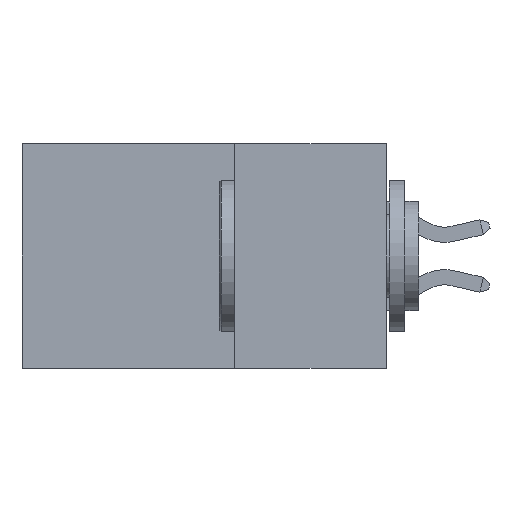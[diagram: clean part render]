
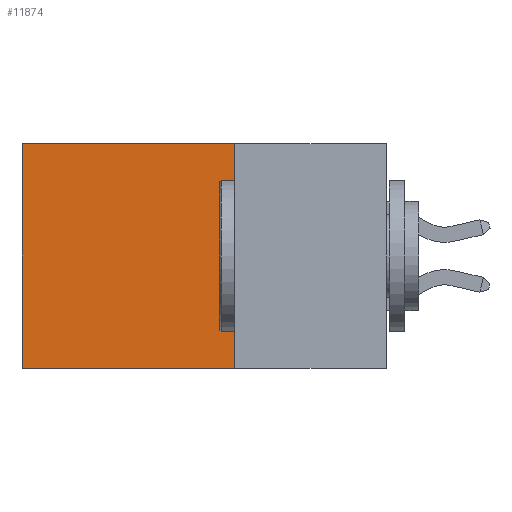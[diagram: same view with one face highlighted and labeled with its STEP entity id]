
A CAD part, left-side view. The second image highlights one B-rep face of the part: STEP entity #11874.
In plain terms, the highlighted planar face has unit normal (-1, 0, 0).
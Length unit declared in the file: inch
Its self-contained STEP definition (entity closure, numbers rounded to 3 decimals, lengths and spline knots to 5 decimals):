
#225 = VERTEX_POINT ( 'NONE', #21996 ) ;
#1417 = VECTOR ( 'NONE', #22891, 39.37008 ) ;
#4019 = EDGE_CURVE ( 'NONE', #5526, #29648, #21070, .T. ) ;
#4223 = LINE ( 'NONE', #5143, #24078 ) ;
#5143 = CARTESIAN_POINT ( 'NONE',  ( 0.298, 0.6, 0. ) ) ;
#5526 = VERTEX_POINT ( 'NONE', #24659 ) ;
#5757 = DIRECTION ( 'NONE',  ( 0., 1., 0. ) ) ;
#8142 = LINE ( 'NONE', #25291, #1417 ) ;
#8224 = DIRECTION ( 'NONE',  ( 0., 1., 0. ) ) ;
#9320 = ORIENTED_EDGE ( 'NONE', *, *, #11991, .F. ) ;
#9842 = ORIENTED_EDGE ( 'NONE', *, *, #11472, .F. ) ;
#11319 = LINE ( 'NONE', #23122, #17121 ) ;
#11472 = EDGE_CURVE ( 'NONE', #27758, #225, #11319, .T. ) ;
#11874 = ADVANCED_FACE ( 'NONE', ( #18658 ), #14443, .F. ) ;
#11991 = EDGE_CURVE ( 'NONE', #5526, #27758, #8142, .T. ) ;
#12081 = DIRECTION ( 'NONE',  ( 0., 0., -1. ) ) ;
#13034 = ORIENTED_EDGE ( 'NONE', *, *, #18132, .T. ) ;
#14443 = PLANE ( 'NONE',  #27926 ) ;
#15232 = CARTESIAN_POINT ( 'NONE',  ( 0.298, 0.25, 0. ) ) ;
#17121 = VECTOR ( 'NONE', #5757, 39.37008 ) ;
#17647 = CARTESIAN_POINT ( 'NONE',  ( 0.298, 0.25, -0.37 ) ) ;
#18132 = EDGE_CURVE ( 'NONE', #29648, #225, #4223, .T. ) ;
#18658 = FACE_OUTER_BOUND ( 'NONE', #27168, .T. ) ;
#21070 = LINE ( 'NONE', #15232, #26114 ) ;
#21242 = ORIENTED_EDGE ( 'NONE', *, *, #4019, .T. ) ;
#21917 = CARTESIAN_POINT ( 'NONE',  ( 0.298, 0.25, 0. ) ) ;
#21996 = CARTESIAN_POINT ( 'NONE',  ( 0.298, 0.6, -0.37 ) ) ;
#22891 = DIRECTION ( 'NONE',  ( 0., 0., -1. ) ) ;
#23122 = CARTESIAN_POINT ( 'NONE',  ( 0.298, 0.25, -0.37 ) ) ;
#24078 = VECTOR ( 'NONE', #27440, 39.37008 ) ;
#24659 = CARTESIAN_POINT ( 'NONE',  ( 0.298, 0.25, 0. ) ) ;
#24872 = CARTESIAN_POINT ( 'NONE',  ( 0.298, 0.6, 0. ) ) ;
#25291 = CARTESIAN_POINT ( 'NONE',  ( 0.298, 0.25, 0. ) ) ;
#26114 = VECTOR ( 'NONE', #8224, 39.37008 ) ;
#26922 = DIRECTION ( 'NONE',  ( 1., 0., 0. ) ) ;
#27168 = EDGE_LOOP ( 'NONE', ( #13034, #9842, #9320, #21242 ) ) ;
#27440 = DIRECTION ( 'NONE',  ( 0., 0., -1. ) ) ;
#27758 = VERTEX_POINT ( 'NONE', #17647 ) ;
#27926 = AXIS2_PLACEMENT_3D ( 'NONE', #21917, #26922, #12081 ) ;
#29648 = VERTEX_POINT ( 'NONE', #24872 ) ;
